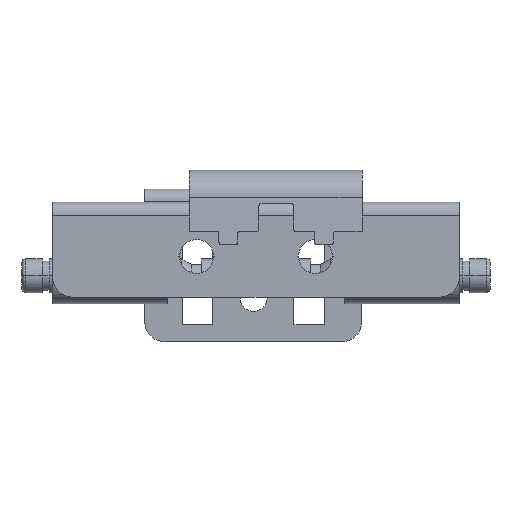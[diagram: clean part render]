
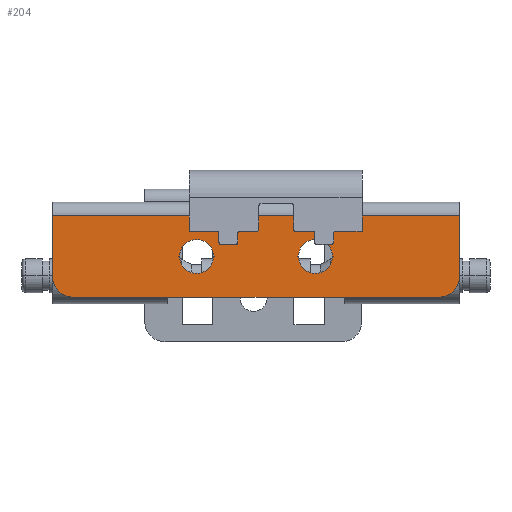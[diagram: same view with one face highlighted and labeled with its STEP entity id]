
A CAD part, left-side view. The second image highlights one B-rep face of the part: STEP entity #204.
In plain terms, the highlighted planar face has unit normal (-1, 0, 0).
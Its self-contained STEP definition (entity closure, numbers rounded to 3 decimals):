
#40=FACE_BOUND('',#621,.T.);
#41=FACE_BOUND('',#622,.T.);
#204=ADVANCED_FACE('',(#404,#40,#41),#3433,.T.);
#404=FACE_OUTER_BOUND('',#620,.T.);
#620=EDGE_LOOP('',(#1468,#1469,#1470,#1471,#1472,#1473));
#621=EDGE_LOOP('',(#1474,#1475));
#622=EDGE_LOOP('',(#1476,#1477));
#1468=ORIENTED_EDGE('',*,*,#2130,.T.);
#1469=ORIENTED_EDGE('',*,*,#2131,.T.);
#1470=ORIENTED_EDGE('',*,*,#2132,.T.);
#1471=ORIENTED_EDGE('',*,*,#2233,.T.);
#1472=ORIENTED_EDGE('',*,*,#2133,.T.);
#1473=ORIENTED_EDGE('',*,*,#2237,.T.);
#1474=ORIENTED_EDGE('',*,*,#2220,.T.);
#1475=ORIENTED_EDGE('',*,*,#2239,.T.);
#1476=ORIENTED_EDGE('',*,*,#2224,.T.);
#1477=ORIENTED_EDGE('',*,*,#2241,.T.);
#2130=EDGE_CURVE('',#3202,#3203,#2848,.T.);
#2131=EDGE_CURVE('',#3203,#3204,#2849,.T.);
#2132=EDGE_CURVE('',#3204,#3205,#2850,.T.);
#2133=EDGE_CURVE('',#3206,#3207,#2851,.T.);
#2220=EDGE_CURVE('',#3209,#3208,#2375,.T.);
#2224=EDGE_CURVE('',#3211,#3210,#2377,.T.);
#2233=EDGE_CURVE('',#3205,#3206,#2386,.T.);
#2237=EDGE_CURVE('',#3207,#3202,#2389,.T.);
#2239=EDGE_CURVE('',#3208,#3209,#2391,.T.);
#2241=EDGE_CURVE('',#3210,#3211,#2393,.T.);
#2375=TRIMMED_CURVE($,#2527,(#7658),(#7659),.T.,.CARTESIAN.);
#2377=TRIMMED_CURVE($,#2529,(#7672),(#7673),.T.,.CARTESIAN.);
#2386=TRIMMED_CURVE($,#2538,(#7699),(#7700),.T.,.CARTESIAN.);
#2389=TRIMMED_CURVE($,#2541,(#7710),(#7711),.T.,.CARTESIAN.);
#2391=TRIMMED_CURVE($,#2543,(#7716),(#7717),.T.,.CARTESIAN.);
#2393=TRIMMED_CURVE($,#2545,(#7722),(#7723),.T.,.CARTESIAN.);
#2527=CIRCLE('',#3847,2.5);
#2529=CIRCLE('',#3849,2.5);
#2538=CIRCLE('',#3858,3.);
#2541=CIRCLE('',#3861,3.);
#2543=CIRCLE('',#3863,2.5);
#2545=CIRCLE('',#3865,2.5);
#2848=B_SPLINE_CURVE_WITH_KNOTS('',1,(#7368,#7369),.UNSPECIFIED.,.F.,.F.,
(2,2),(0.,9.),.UNSPECIFIED.);
#2849=B_SPLINE_CURVE_WITH_KNOTS('',1,(#7370,#7371),.UNSPECIFIED.,.F.,.F.,
(2,2),(0.,60.),.UNSPECIFIED.);
#2850=B_SPLINE_CURVE_WITH_KNOTS('',1,(#7372,#7373),.UNSPECIFIED.,.F.,.F.,
(2,2),(0.,9.),.UNSPECIFIED.);
#2851=B_SPLINE_CURVE_WITH_KNOTS('',1,(#7374,#7375),.UNSPECIFIED.,.F.,.F.,
(2,2),(0.,54.),.UNSPECIFIED.);
#3202=VERTEX_POINT('',#7120);
#3203=VERTEX_POINT('',#7121);
#3204=VERTEX_POINT('',#7122);
#3205=VERTEX_POINT('',#7123);
#3206=VERTEX_POINT('',#7124);
#3207=VERTEX_POINT('',#7125);
#3208=VERTEX_POINT('',#7126);
#3209=VERTEX_POINT('',#7127);
#3210=VERTEX_POINT('',#7128);
#3211=VERTEX_POINT('',#7129);
#3433=PLANE('',#3787);
#3787=AXIS2_PLACEMENT_3D('',#6907,#4220,$);
#3847=AXIS2_PLACEMENT_3D($,#7657,#4305,#4306);
#3849=AXIS2_PLACEMENT_3D($,#7671,#4309,#4310);
#3858=AXIS2_PLACEMENT_3D($,#7698,#4327,#4328);
#3861=AXIS2_PLACEMENT_3D($,#7709,#4333,#4334);
#3863=AXIS2_PLACEMENT_3D($,#7715,#4337,#4338);
#3865=AXIS2_PLACEMENT_3D($,#7721,#4341,#4342);
#4220=DIRECTION('',(-1.,0.,0.));
#4305=DIRECTION('',(1.,0.,0.));
#4306=DIRECTION('',(0.,-1.,0.));
#4309=DIRECTION('',(1.,0.,0.));
#4310=DIRECTION('',(0.,-1.,0.));
#4327=DIRECTION('',(-1.,0.,0.));
#4328=DIRECTION('',(0.,1.,0.));
#4333=DIRECTION('',(-1.,0.,0.));
#4334=DIRECTION('',(0.,0.,-1.));
#4337=DIRECTION('',(1.,0.,0.));
#4338=DIRECTION('',(0.,1.,0.));
#4341=DIRECTION('',(1.,0.,0.));
#4342=DIRECTION('',(0.,1.,0.));
#6907=CARTESIAN_POINT('',(-48.426,51.659,-8.515));
#7120=CARTESIAN_POINT('',(-48.426,-14.353,-4.303));
#7121=CARTESIAN_POINT('',(-48.426,-14.353,4.697));
#7122=CARTESIAN_POINT('',(-48.426,45.647,4.697));
#7123=CARTESIAN_POINT('',(-48.426,45.647,-4.303));
#7124=CARTESIAN_POINT('',(-48.426,42.647,-7.303));
#7125=CARTESIAN_POINT('',(-48.426,-11.353,-7.303));
#7126=CARTESIAN_POINT('',(-48.426,26.897,-1.303));
#7127=CARTESIAN_POINT('',(-48.426,21.897,-1.303));
#7128=CARTESIAN_POINT('',(-48.426,9.397,-1.303));
#7129=CARTESIAN_POINT('',(-48.426,4.397,-1.303));
#7368=CARTESIAN_POINT('',(-48.426,-14.353,-4.303));
#7369=CARTESIAN_POINT('',(-48.426,-14.353,4.697));
#7370=CARTESIAN_POINT('',(-48.426,-14.353,4.697));
#7371=CARTESIAN_POINT('',(-48.426,45.647,4.697));
#7372=CARTESIAN_POINT('',(-48.426,45.647,4.697));
#7373=CARTESIAN_POINT('',(-48.426,45.647,-4.303));
#7374=CARTESIAN_POINT('',(-48.426,42.647,-7.303));
#7375=CARTESIAN_POINT('',(-48.426,-11.353,-7.303));
#7657=CARTESIAN_POINT('',(-48.426,24.397,-1.303));
#7658=CARTESIAN_POINT('',(-48.426,21.897,-1.303));
#7659=CARTESIAN_POINT('',(-48.426,26.897,-1.303));
#7671=CARTESIAN_POINT('',(-48.426,6.897,-1.303));
#7672=CARTESIAN_POINT('',(-48.426,4.397,-1.303));
#7673=CARTESIAN_POINT('',(-48.426,9.397,-1.303));
#7698=CARTESIAN_POINT('',(-48.426,42.647,-4.303));
#7699=CARTESIAN_POINT('',(-48.426,45.647,-4.303));
#7700=CARTESIAN_POINT('',(-48.426,42.647,-7.303));
#7709=CARTESIAN_POINT('',(-48.426,-11.353,-4.303));
#7710=CARTESIAN_POINT('',(-48.426,-11.353,-7.303));
#7711=CARTESIAN_POINT('',(-48.426,-14.353,-4.303));
#7715=CARTESIAN_POINT('',(-48.426,24.397,-1.303));
#7716=CARTESIAN_POINT('',(-48.426,26.897,-1.303));
#7717=CARTESIAN_POINT('',(-48.426,21.897,-1.303));
#7721=CARTESIAN_POINT('',(-48.426,6.897,-1.303));
#7722=CARTESIAN_POINT('',(-48.426,9.397,-1.303));
#7723=CARTESIAN_POINT('',(-48.426,4.397,-1.303));
